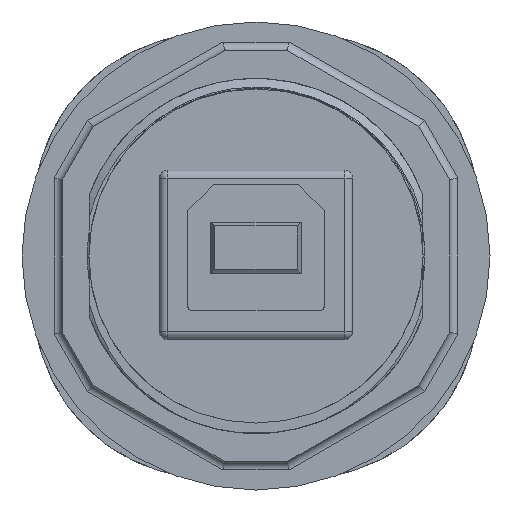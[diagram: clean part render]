
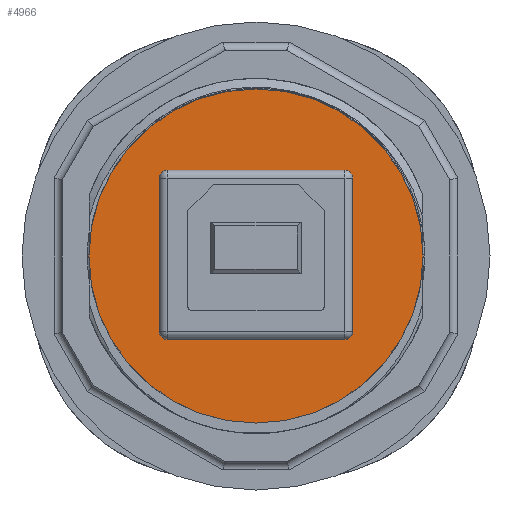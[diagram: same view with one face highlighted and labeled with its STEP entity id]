
A CAD part, front view. The second image highlights one B-rep face of the part: STEP entity #4966.
In plain terms, the highlighted planar face has unit normal (0, -1, 0).
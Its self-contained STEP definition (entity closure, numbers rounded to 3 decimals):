
#450=FACE_BOUND('',#900,.T.);
#618=FACE_OUTER_BOUND('',#899,.T.);
#899=EDGE_LOOP('',(#4068,#4069));
#900=EDGE_LOOP('',(#4070,#4071,#4072,#4073,#4074,#4075,#4076,#4077));
#1046=CIRCLE('',#5123,0.5);
#1048=CIRCLE('',#5127,0.5);
#1092=CIRCLE('',#5253,10.35);
#1093=CIRCLE('',#5254,10.35);
#1094=CIRCLE('',#5255,0.5);
#1095=CIRCLE('',#5256,0.5);
#1178=LINE('',#6576,#1556);
#1182=LINE('',#6588,#1560);
#1364=LINE('',#16016,#1742);
#1365=LINE('',#16019,#1743);
#1556=VECTOR('',#5498,10.);
#1560=VECTOR('',#5510,10.);
#1742=VECTOR('',#5944,10.);
#1743=VECTOR('',#5947,10.);
#1937=VERTEX_POINT('',#6566);
#1938=VERTEX_POINT('',#6567);
#1941=VERTEX_POINT('',#6575);
#1943=VERTEX_POINT('',#6581);
#1945=VERTEX_POINT('',#6587);
#2261=VERTEX_POINT('',#16009);
#2262=VERTEX_POINT('',#16010);
#2263=VERTEX_POINT('',#16013);
#2264=VERTEX_POINT('',#16015);
#2265=VERTEX_POINT('',#16017);
#2428=EDGE_CURVE('',#1937,#1938,#1046,.T.);
#2432=EDGE_CURVE('',#1938,#1941,#1178,.T.);
#2435=EDGE_CURVE('',#1941,#1943,#1048,.T.);
#2438=EDGE_CURVE('',#1943,#1945,#1182,.T.);
#2912=EDGE_CURVE('',#2261,#2262,#1092,.T.);
#2913=EDGE_CURVE('',#2262,#2261,#1093,.T.);
#2914=EDGE_CURVE('',#1945,#2263,#1094,.T.);
#2915=EDGE_CURVE('',#2264,#1937,#1364,.T.);
#2916=EDGE_CURVE('',#2265,#2264,#1095,.T.);
#2917=EDGE_CURVE('',#2263,#2265,#1365,.T.);
#4068=ORIENTED_EDGE('',*,*,#2912,.F.);
#4069=ORIENTED_EDGE('',*,*,#2913,.F.);
#4070=ORIENTED_EDGE('',*,*,#2914,.F.);
#4071=ORIENTED_EDGE('',*,*,#2438,.F.);
#4072=ORIENTED_EDGE('',*,*,#2435,.F.);
#4073=ORIENTED_EDGE('',*,*,#2432,.F.);
#4074=ORIENTED_EDGE('',*,*,#2428,.F.);
#4075=ORIENTED_EDGE('',*,*,#2915,.F.);
#4076=ORIENTED_EDGE('',*,*,#2916,.F.);
#4077=ORIENTED_EDGE('',*,*,#2917,.F.);
#4745=PLANE('',#5252);
#4966=ADVANCED_FACE('',(#618,#450),#4745,.T.);
#5123=AXIS2_PLACEMENT_3D('',#6568,#5490,#5491);
#5127=AXIS2_PLACEMENT_3D('',#6582,#5503,#5504);
#5252=AXIS2_PLACEMENT_3D('',#16008,#5936,#5937);
#5253=AXIS2_PLACEMENT_3D('',#16011,#5938,#5939);
#5254=AXIS2_PLACEMENT_3D('',#16012,#5940,#5941);
#5255=AXIS2_PLACEMENT_3D('',#16014,#5942,#5943);
#5256=AXIS2_PLACEMENT_3D('',#16018,#5945,#5946);
#5490=DIRECTION('center_axis',(0.,-1.,0.));
#5491=DIRECTION('ref_axis',(-0.707,0.,-0.707));
#5498=DIRECTION('',(1.,0.,0.));
#5503=DIRECTION('center_axis',(0.,-1.,0.));
#5504=DIRECTION('ref_axis',(0.707,0.,-0.707));
#5510=DIRECTION('',(0.,0.,1.));
#5936=DIRECTION('center_axis',(0.,-1.,0.));
#5937=DIRECTION('ref_axis',(0.,0.,-1.));
#5938=DIRECTION('center_axis',(0.,1.,0.));
#5939=DIRECTION('ref_axis',(-1.,0.,0.));
#5940=DIRECTION('center_axis',(0.,1.,0.));
#5941=DIRECTION('ref_axis',(-1.,0.,0.));
#5942=DIRECTION('center_axis',(0.,-1.,0.));
#5943=DIRECTION('ref_axis',(0.707,0.,0.707));
#5944=DIRECTION('',(0.,0.,-1.));
#5945=DIRECTION('center_axis',(0.,-1.,0.));
#5946=DIRECTION('ref_axis',(-0.707,0.,0.707));
#5947=DIRECTION('',(-1.,0.,0.));
#6566=CARTESIAN_POINT('',(-6.,-15.,-4.675));
#6567=CARTESIAN_POINT('',(-5.5,-15.,-5.175));
#6568=CARTESIAN_POINT('Origin',(-5.5,-15.,-4.675));
#6575=CARTESIAN_POINT('',(5.5,-15.,-5.175));
#6576=CARTESIAN_POINT('',(3.,-15.,-5.175));
#6581=CARTESIAN_POINT('',(6.,-15.,-4.675));
#6582=CARTESIAN_POINT('Origin',(5.5,-15.,-4.675));
#6587=CARTESIAN_POINT('',(6.,-15.,4.825));
#6588=CARTESIAN_POINT('',(6.,-15.,2.663));
#16008=CARTESIAN_POINT('Origin',(-9.925,-15.,0.));
#16009=CARTESIAN_POINT('',(-10.35,-15.,0.));
#16010=CARTESIAN_POINT('',(10.35,-15.,0.));
#16011=CARTESIAN_POINT('Origin',(0.,-15.,0.));
#16012=CARTESIAN_POINT('Origin',(0.,-15.,0.));
#16013=CARTESIAN_POINT('',(5.5,-15.,5.325));
#16014=CARTESIAN_POINT('Origin',(5.5,-15.,4.825));
#16015=CARTESIAN_POINT('',(-6.,-15.,4.825));
#16016=CARTESIAN_POINT('',(-6.,-15.,-2.588));
#16017=CARTESIAN_POINT('',(-5.5,-15.,5.325));
#16018=CARTESIAN_POINT('Origin',(-5.5,-15.,4.825));
#16019=CARTESIAN_POINT('',(-3.,-15.,5.325));
